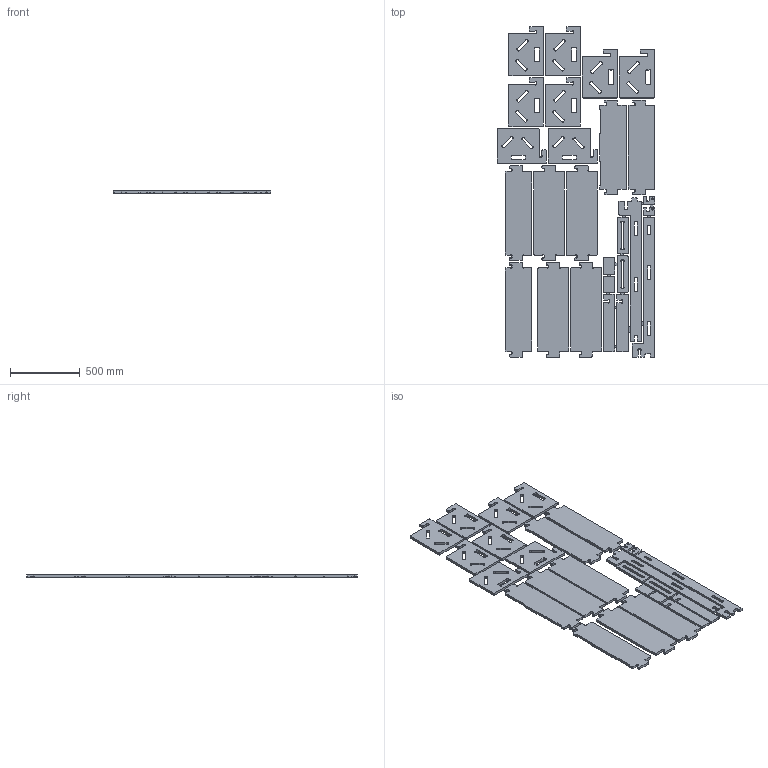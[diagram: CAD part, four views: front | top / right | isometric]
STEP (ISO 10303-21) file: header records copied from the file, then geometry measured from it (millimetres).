
FILE_DESCRIPTION (( 'STEP AP203' ), '1' );
FILE_NAME ('GroWall - v0.5 - 3D Nested.STEP', '2015-03-02T19:56:10', ( '' ), ( '' ), 'SwSTEP 2.0', 'SolidWorks 2015', '' );
FILE_SCHEMA (( 'CONFIG_CONTROL_DESIGN' ));
Length unit declared in the file: inch
Products named in the file (18): GroWall - v0.5 - Nesting - 3D_4; GroWall - v0.5 - Nesting - 3D_13; GroWall - v0.5 - Nesting - 3D_2; GroWall - v0.5 - Nesting - 3D_16; GroWall - v0.5 - Nesting - 3D_14; GroWall - v0.5 - Nesting - 3D_12; GroWall - v0.5 - Nesting - 3D_5; GroWall - v0.5 - Nesting - 3D; GroWall - v0.5 - Nesting - 3D_11; GroWall - v0.5 - Nesting - 3D_10; GroWall - v0.5 - Nesting - 3D_6; GroWall - v0.5 - Nesting - 3D_9; GroWall - v0.5 - Nesting - 3D_15; GroWall - v0.5 - Nesting - 3D_17; GroWall - v0.5 - 3D Nested; GroWall - v0.5 - Nesting - 3D_7; GroWall - v0.5 - Nesting - 3D_8; GroWall - v0.5 - Nesting - 3D_3
Assembly tree (17 placements, depth 2):
  GroWall - v0.5 - 3D Nested
    GroWall - v0.5 - Nesting - 3D_6
    GroWall - v0.5 - Nesting - 3D_15
    GroWall - v0.5 - Nesting - 3D_9
    GroWall - v0.5 - Nesting - 3D_16
    GroWall - v0.5 - Nesting - 3D_13
    GroWall - v0.5 - Nesting - 3D_7
    GroWall - v0.5 - Nesting - 3D
    GroWall - v0.5 - Nesting - 3D_17
    GroWall - v0.5 - Nesting - 3D_2
    GroWall - v0.5 - Nesting - 3D_5
    GroWall - v0.5 - Nesting - 3D_8
    GroWall - v0.5 - Nesting - 3D_11
    GroWall - v0.5 - Nesting - 3D_14
    GroWall - v0.5 - Nesting - 3D_3
    GroWall - v0.5 - Nesting - 3D_12
    GroWall - v0.5 - Nesting - 3D_4
    GroWall - v0.5 - Nesting - 3D_10
Bounding box: 1125.01 x 2363.58 x 18.75 mm (x, y, z)
Volume: 35406800.4 mm3; surface area: 4590394.5 mm2
Topology: 17 solids, 17 shells, 974 faces, 2831 edges, 1887 vertices
Faces by surface type: plane 494, cylinder 480
Entity records: 34531 total; most frequent: DIRECTION 5779, CARTESIAN_POINT 5712, ORIENTED_EDGE 5662, EDGE_CURVE 2831, AXIS2_PLACEMENT_3D 1954, VERTEX_POINT 1887, LINE 1871, VECTOR 1871
